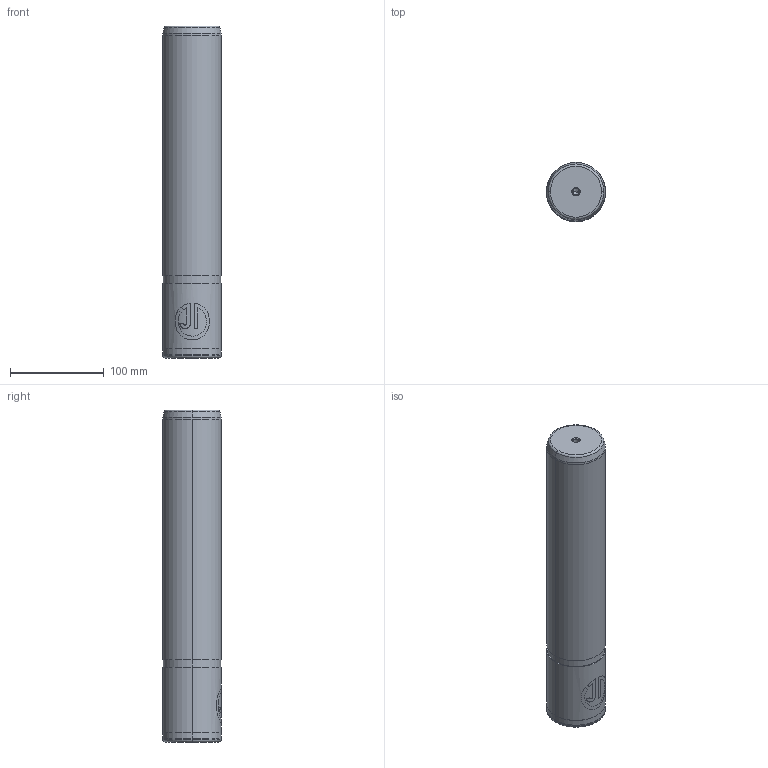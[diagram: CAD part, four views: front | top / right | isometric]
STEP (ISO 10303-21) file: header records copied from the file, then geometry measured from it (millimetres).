
FILE_DESCRIPTION (( 'STEP AP214' ), '1' );
FILE_NAME ('LMG51-D63-L355.STEP', '2021-10-09T08:17:32', ( '' ), ( '' ), 'SwSTEP 2.0', 'SolidWorks 2016', '' );
FILE_SCHEMA (( 'AUTOMOTIVE_DESIGN' ));
Length unit declared in the file: millimetre
Products named in the file (2): LMG51-D63-L355
Bounding box: 63 x 63 x 355 mm (x, y, z)
Volume: 1101567.5 mm3; surface area: 76624.1 mm2
Topology: 1 solids, 1 shells, 51 faces, 114 edges, 68 vertices
Faces by surface type: cone 14, cylinder 14, plane 11, bspline 8, torus 4
Entity records: 3153 total; most frequent: CARTESIAN_POINT 2011, ORIENTED_EDGE 220, DIRECTION 218, EDGE_CURVE 110, AXIS2_PLACEMENT_3D 91, VERTEX_POINT 68, EDGE_LOOP 58, FACE_OUTER_BOUND 51
